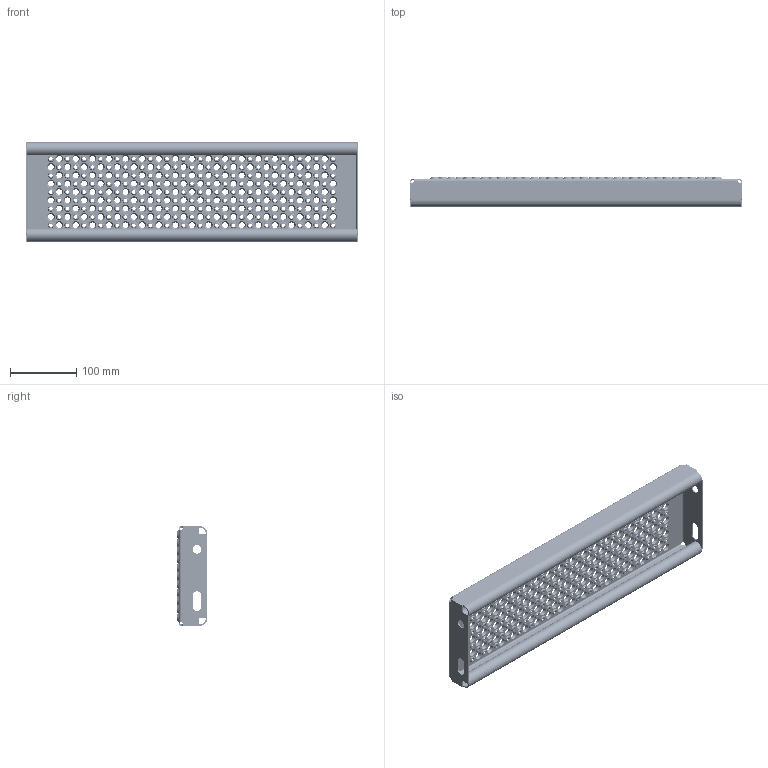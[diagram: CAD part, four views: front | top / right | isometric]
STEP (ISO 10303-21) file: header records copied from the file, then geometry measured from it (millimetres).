
FILE_DESCRIPTION (( 'STEP AP203' ), '1' );
FILE_NAME ('20608_ACHILTRIN_150x500x45_M_OPTRÆK.STEP', '2011-08-15T08:51:55', ( 'JKJ' ), ( '' ), 'SwSTEP 2.0', 'SolidWorks 2011', '' );
FILE_SCHEMA (( 'CONFIG_CONTROL_DESIGN' ));
Length unit declared in the file: millimetre
Products named in the file (1): 20608_ACHILTRIN_150x500x45_M_OPTRÆK
Bounding box: 500 x 45 x 150 mm (x, y, z)
Volume: 325111.4 mm3; surface area: 340539 mm2
Topology: 1 solids, 1 shells, 2777 faces, 6360 edges, 3970 vertices
Faces by surface type: cone 1540, cylinder 806, plane 423, bspline 8
Entity records: 81497 total; most frequent: DIRECTION 15774, CARTESIAN_POINT 13700, ORIENTED_EDGE 12720, AXIS2_PLACEMENT_3D 6676, EDGE_CURVE 6360, VERTEX_POINT 3970, EDGE_LOOP 3940, CIRCLE 3906
